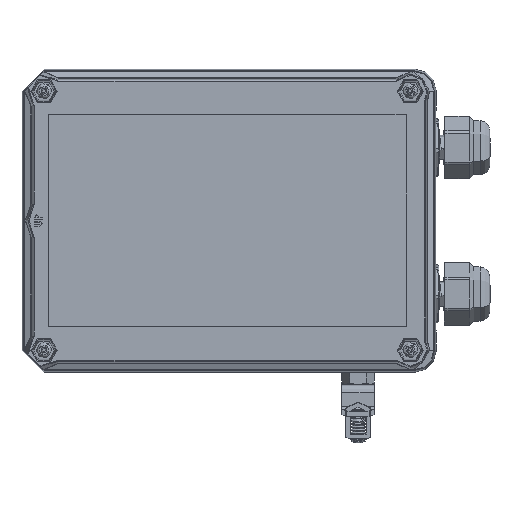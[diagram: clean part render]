
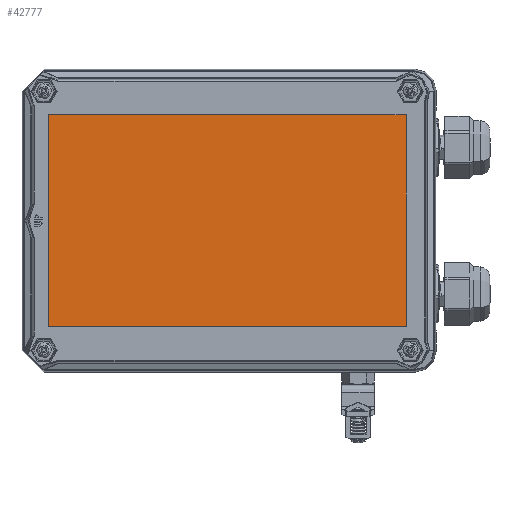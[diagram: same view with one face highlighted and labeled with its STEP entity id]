
A CAD part, top view. The second image highlights one B-rep face of the part: STEP entity #42777.
In plain terms, the highlighted face is planar.
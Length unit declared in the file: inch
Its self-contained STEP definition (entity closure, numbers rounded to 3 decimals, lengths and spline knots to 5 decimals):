
#85 = LINE ( 'NONE', #47989, #64816 ) ;
#295 = VERTEX_POINT ( 'NONE', #25870 ) ;
#2580 = DIRECTION ( 'NONE',  ( 0., 0., 1. ) ) ;
#4105 = CARTESIAN_POINT ( 'NONE',  ( 1.63724, 0.485, 2.76224 ) ) ;
#4225 = VECTOR ( 'NONE', #86997, 39.37008 ) ;
#6374 = VERTEX_POINT ( 'NONE', #88931 ) ;
#11083 = EDGE_CURVE ( 'NONE', #6374, #295, #31713, .T. ) ;
#11349 = LINE ( 'NONE', #51405, #39337 ) ;
#13857 = ORIENTED_EDGE ( 'NONE', *, *, #41979, .T. ) ;
#16192 = PLANE ( 'NONE',  #44140 ) ;
#25870 = CARTESIAN_POINT ( 'NONE',  ( -1.63724, 0.485, 2.76224 ) ) ;
#26350 = VECTOR ( 'NONE', #54698, 39.37008 ) ;
#30306 = EDGE_CURVE ( 'NONE', #54699, #61058, #85, .T. ) ;
#31713 = LINE ( 'NONE', #41113, #26350 ) ;
#36462 = FACE_OUTER_BOUND ( 'NONE', #73016, .T. ) ;
#36981 = DIRECTION ( 'NONE',  ( 0., 1., 0. ) ) ;
#39337 = VECTOR ( 'NONE', #51108, 39.37008 ) ;
#41113 = CARTESIAN_POINT ( 'NONE',  ( -1.63724, 0.485, 2.7625 ) ) ;
#41979 = EDGE_CURVE ( 'NONE', #295, #54699, #59270, .T. ) ;
#42777 = ADVANCED_FACE ( 'NONE', ( #36462 ), #16192, .T. ) ;
#44140 = AXIS2_PLACEMENT_3D ( 'NONE', #78284, #36981, #2580 ) ;
#46243 = CARTESIAN_POINT ( 'NONE',  ( -1.6375, 0.485, 2.76224 ) ) ;
#47989 = CARTESIAN_POINT ( 'NONE',  ( 1.63724, 0.485, 2.7625 ) ) ;
#49786 = CARTESIAN_POINT ( 'NONE',  ( 1.63724, 0.485, -2.76224 ) ) ;
#51001 = EDGE_CURVE ( 'NONE', #61058, #6374, #11349, .T. ) ;
#51108 = DIRECTION ( 'NONE',  ( -1., 0., 0. ) ) ;
#51405 = CARTESIAN_POINT ( 'NONE',  ( -1.6375, 0.485, -2.76224 ) ) ;
#54698 = DIRECTION ( 'NONE',  ( 0., 0., 1. ) ) ;
#54699 = VERTEX_POINT ( 'NONE', #4105 ) ;
#59270 = LINE ( 'NONE', #46243, #4225 ) ;
#61058 = VERTEX_POINT ( 'NONE', #49786 ) ;
#64816 = VECTOR ( 'NONE', #82698, 39.37008 ) ;
#73016 = EDGE_LOOP ( 'NONE', ( #81180, #13857, #86035, #74104 ) ) ;
#74104 = ORIENTED_EDGE ( 'NONE', *, *, #51001, .T. ) ;
#78284 = CARTESIAN_POINT ( 'NONE',  ( -1.6375, 0.485, 2.7625 ) ) ;
#81180 = ORIENTED_EDGE ( 'NONE', *, *, #11083, .T. ) ;
#82698 = DIRECTION ( 'NONE',  ( 0., 0., -1. ) ) ;
#86035 = ORIENTED_EDGE ( 'NONE', *, *, #30306, .T. ) ;
#86997 = DIRECTION ( 'NONE',  ( 1., 0., 0. ) ) ;
#88931 = CARTESIAN_POINT ( 'NONE',  ( -1.63724, 0.485, -2.76224 ) ) ;
